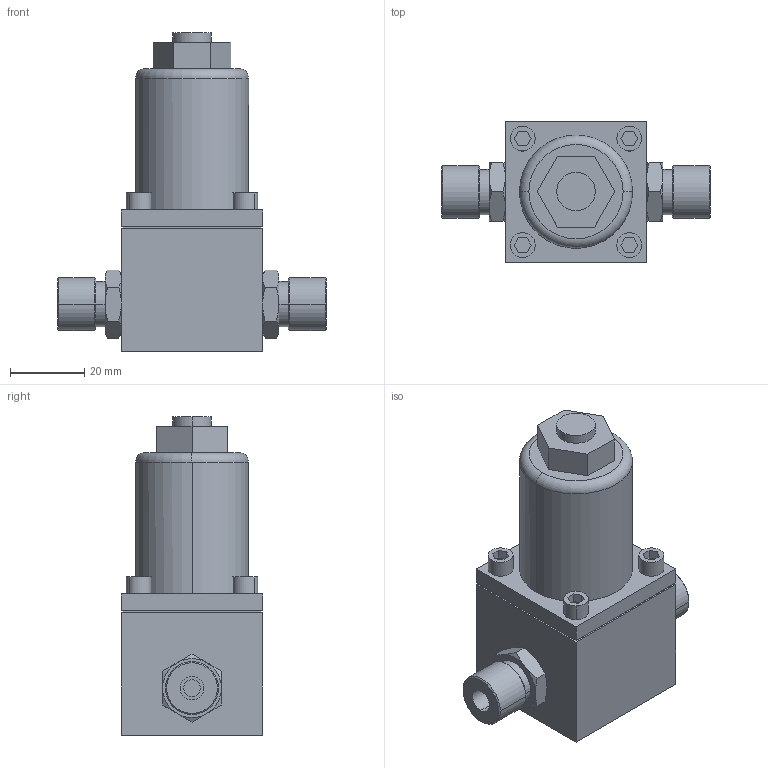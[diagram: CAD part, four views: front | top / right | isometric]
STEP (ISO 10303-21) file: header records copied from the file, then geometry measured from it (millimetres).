
FILE_DESCRIPTION((''),'2;1');
FILE_NAME('0248A_WITH_117-6762_FTGS','2015-03-10T',('cockrofm'),(''),'PRO/ENGINEER BY PARAMETRIC TECHNOLOGY CORPORATION, 2011490','PRO/ENGINEER BY PARAMETRIC TECHNOLOGY CORPORATION, 2011490','');
FILE_SCHEMA(('CONFIG_CONTROL_DESIGN'));
Length unit declared in the file: inch
Products named in the file (1): 0248A_WITH_117-6762_FTGS
Bounding box: 72.54 x 38.1 x 85.85 mm (x, y, z)
Volume: 90447.1 mm3; surface area: 16293.9 mm2
Topology: 1 solids, 3 shells, 151 faces, 348 edges, 224 vertices
Faces by surface type: plane 81, cylinder 36, cone 32, torus 2
Entity records: 4453 total; most frequent: CARTESIAN_POINT 962, DIRECTION 722, ORIENTED_EDGE 688, EDGE_CURVE 348, AXIS2_PLACEMENT_3D 270, VERTEX_POINT 224, VECTOR 182, LINE 182
